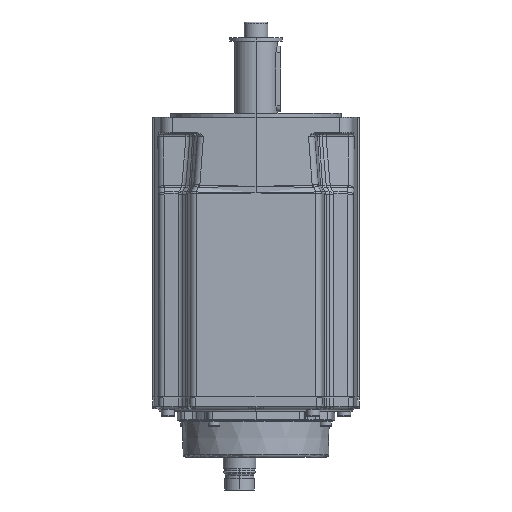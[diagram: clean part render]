
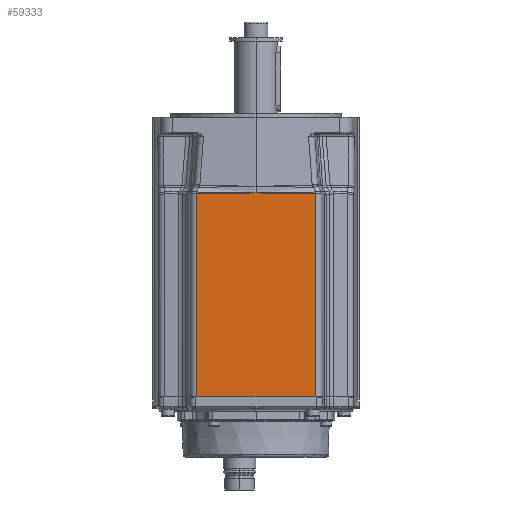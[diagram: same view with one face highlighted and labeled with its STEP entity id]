
A CAD part, front view. The second image highlights one B-rep face of the part: STEP entity #59333.
In plain terms, the highlighted planar face has unit normal (0, -1, 0).
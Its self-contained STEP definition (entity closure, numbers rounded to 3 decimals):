
#8686=DIRECTION('',(0.,0.,1.));
#8687=VECTOR('',#8686,154.465);
#8688=CARTESIAN_POINT('',(45.147,-77.5,-12.9));
#8689=LINE('',#8688,#8687);
#9944=CARTESIAN_POINT('',(-45.147,-77.5,
141.565));
#9968=DIRECTION('',(0.,0.,-1.));
#9969=VECTOR('',#9968,154.465);
#9970=CARTESIAN_POINT('',(-45.147,-77.5,
141.565));
#9971=LINE('',#9970,#9969);
#10767=DIRECTION('',(1.,0.,0.));
#10768=VECTOR('',#10767,90.294);
#10769=CARTESIAN_POINT('',(-45.147,-77.5,-12.9));
#10770=LINE('',#10769,#10768);
#10771=CARTESIAN_POINT('',(0.,-77.5,142.4));
#10772=CARTESIAN_POINT('',(-5.549,-77.5,142.29));
#10773=CARTESIAN_POINT('',(-16.294,-77.5,
142.075));
#10774=CARTESIAN_POINT('',(-31.403,-77.5,
141.792));
#10775=CARTESIAN_POINT('',(-40.69,-77.5,
141.636));
#10776=CARTESIAN_POINT('',(-45.147,-77.5,
141.565));
#10799=CARTESIAN_POINT('',(45.147,-77.5,
141.565));
#10800=CARTESIAN_POINT('',(40.69,-77.5,
141.636));
#10801=CARTESIAN_POINT('',(31.403,-77.5,
141.792));
#10802=CARTESIAN_POINT('',(16.294,-77.5,
142.075));
#10803=CARTESIAN_POINT('',(5.549,-77.5,142.29));
#10804=CARTESIAN_POINT('',(0.,-77.5,142.4));
#41626=VERTEX_POINT('',#9944);
#41628=VERTEX_POINT('',#10771);
#41630=VERTEX_POINT('',#10799);
#41899=CARTESIAN_POINT('',(-45.147,-77.5,-12.9));
#41900=CARTESIAN_POINT('',(45.147,-77.5,-12.9));
#41901=VERTEX_POINT('',#41899);
#41902=VERTEX_POINT('',#41900);
#59319=CARTESIAN_POINT('',(-77.5,-77.5,201.9));
#59320=DIRECTION('',(0.,-1.,0.));
#59321=DIRECTION('',(1.,0.,0.));
#59322=AXIS2_PLACEMENT_3D('',#59319,#59320,#59321);
#59323=PLANE('',#59322);
#59324=ORIENTED_EDGE('',*,*,#56439,.F.);
#59325=ORIENTED_EDGE('',*,*,#58135,.F.);
#59327=ORIENTED_EDGE('',*,*,#59326,.F.);
#59329=ORIENTED_EDGE('',*,*,#59328,.F.);
#59330=ORIENTED_EDGE('',*,*,#56418,.F.);
#59331=EDGE_LOOP('',(#59324,#59325,#59327,#59329,#59330));
#59332=FACE_OUTER_BOUND('',#59331,.F.);
#59333=ADVANCED_FACE('',(#59332),#59323,.T.);
#10777=B_SPLINE_CURVE_WITH_KNOTS('',3,(#10771,#10772,#10773,#10774,#10775,
#10776),.UNSPECIFIED.,.F.,.F.,(4,1,1,4),(0.,0.333,
0.667,1.),.UNSPECIFIED.);
#10805=B_SPLINE_CURVE_WITH_KNOTS('',3,(#10799,#10800,#10801,#10802,#10803,
#10804),.UNSPECIFIED.,.F.,.F.,(4,1,1,4),(0.,0.333,
0.667,1.),.UNSPECIFIED.);
#56418=EDGE_CURVE('',#41902,#41630,#8689,.T.);
#56439=EDGE_CURVE('',#41901,#41902,#10770,.T.);
#58135=EDGE_CURVE('',#41626,#41901,#9971,.T.);
#59326=EDGE_CURVE('',#41628,#41626,#10777,.T.);
#59328=EDGE_CURVE('',#41630,#41628,#10805,.T.);
